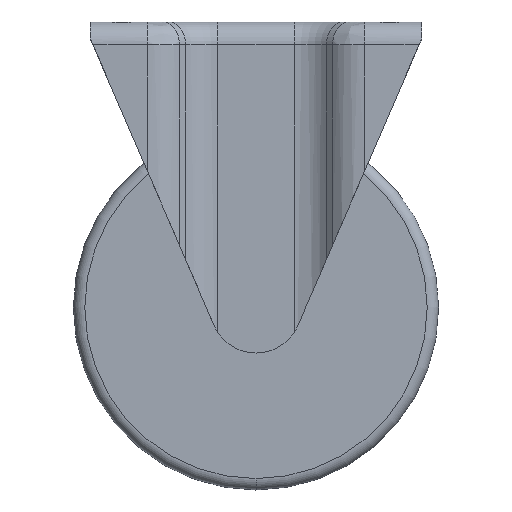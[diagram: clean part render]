
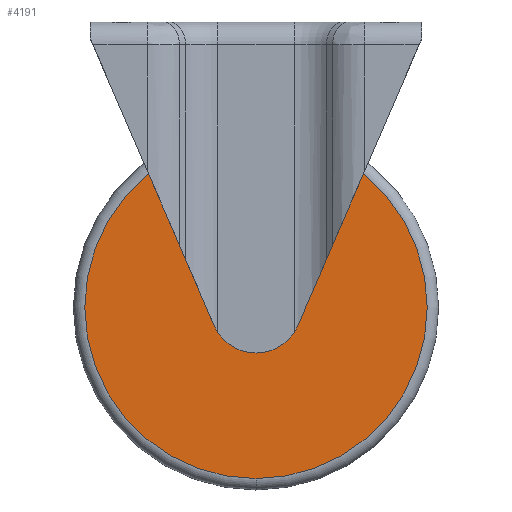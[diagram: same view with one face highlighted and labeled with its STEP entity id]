
A CAD part, left-side view. The second image highlights one B-rep face of the part: STEP entity #4191.
In plain terms, the highlighted planar face has unit normal (-1, 0, 0).
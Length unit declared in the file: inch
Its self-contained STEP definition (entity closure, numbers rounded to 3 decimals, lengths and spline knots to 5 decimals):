
#3949=CARTESIAN_POINT('',(-0.62499,-0.00049,0.13002));
#3950=VERTEX_POINT('',#3949);
#3976=CARTESIAN_POINT('',(-0.62499,-0.00049,3.88));
#3977=VERTEX_POINT('',#3976);
#3985=CARTESIAN_POINT('',(-0.62499,-0.00049,2.00501));
#3986=DIRECTION('',(1.,0.,0.));
#3987=DIRECTION('',(0.,-1.,0.));
#3988=AXIS2_PLACEMENT_3D('',#3985,#3986,#3987);
#3989=CIRCLE('',#3988,1.87499);
#3990=EDGE_CURVE('',#3977,#3950,#3989,.T.);
#4159=CARTESIAN_POINT('',(-0.625,1.8745,2.00501));
#4160=VERTEX_POINT('',#4159);
#4161=CARTESIAN_POINT('',(-0.62499,-0.00049,2.00501));
#4162=DIRECTION('',(1.,0.,0.));
#4163=DIRECTION('',(0.,-1.,0.));
#4164=AXIS2_PLACEMENT_3D('',#4161,#4162,#4163);
#4165=CIRCLE('',#4164,1.87499);
#4166=EDGE_CURVE('',#3950,#4160,#4165,.T.);
#4168=CARTESIAN_POINT('',(-0.62499,-0.00049,2.00501));
#4169=DIRECTION('',(1.,0.,0.));
#4170=DIRECTION('',(0.,-1.,0.));
#4171=AXIS2_PLACEMENT_3D('',#4168,#4169,#4170);
#4172=CIRCLE('',#4171,1.87499);
#4173=EDGE_CURVE('',#4160,#3977,#4172,.T.);
#4181=CARTESIAN_POINT('',(-0.625,1.9995,2.00501));
#4182=DIRECTION('',(1.,0.,0.0));
#4183=DIRECTION('',(0.0,0.0,-1.0));
#4184=AXIS2_PLACEMENT_3D('',#4181,#4182,#4183);
#4185=PLANE('',#4184);
#4186=ORIENTED_EDGE('',*,*,#4173,.F.);
#4187=ORIENTED_EDGE('',*,*,#4166,.F.);
#4188=ORIENTED_EDGE('',*,*,#3990,.F.);
#4189=EDGE_LOOP('',(#4186,#4187,#4188));
#4190=FACE_OUTER_BOUND('',#4189,.T.);
#4191=ADVANCED_FACE('',(#4190),#4185,.F.);
